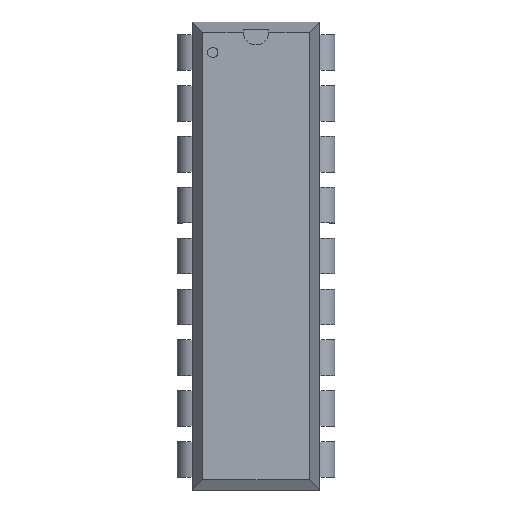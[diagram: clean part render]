
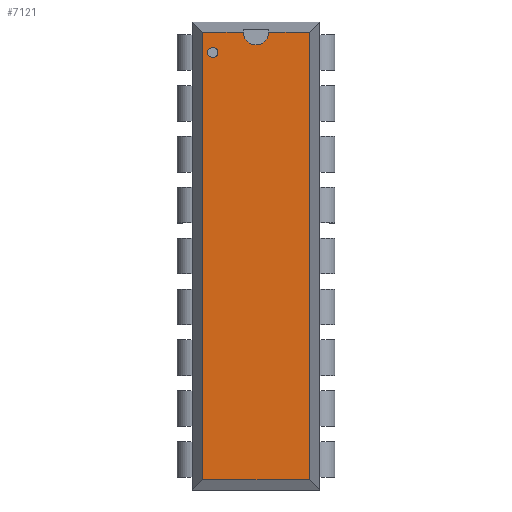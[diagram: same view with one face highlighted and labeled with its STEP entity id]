
A CAD part, top view. The second image highlights one B-rep face of the part: STEP entity #7121.
In plain terms, the highlighted planar face has unit normal (0, 0, 1).
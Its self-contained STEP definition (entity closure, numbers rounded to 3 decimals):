
#6691=CARTESIAN_POINT('',(-2.159,9.906,5.33));
#6692=VERTEX_POINT('',#6691);
#6701=CARTESIAN_POINT('',(-2.159,10.414,5.33));
#6702=VERTEX_POINT('',#6701);
#6703=CARTESIAN_POINT('',(-2.159,10.16,5.33));
#6704=DIRECTION('',(0.0,0.0,1.0));
#6705=DIRECTION('',(0.0,-1.0,0.0));
#6706=AXIS2_PLACEMENT_3D('',#6703,#6704,#6705);
#6707=CIRCLE('',#6706,0.254);
#6708=EDGE_CURVE('',#6702,#6692,#6707,.F.);
#6804=CARTESIAN_POINT('',(-0.635,11.177,5.33));
#6805=VERTEX_POINT('',#6804);
#6822=CARTESIAN_POINT('',(0.635,11.177,5.33));
#6823=VERTEX_POINT('',#6822);
#6830=CARTESIAN_POINT('',(2.667,11.177,5.33));
#6831=VERTEX_POINT('',#6830);
#6832=CARTESIAN_POINT('',(2.667,11.177,5.33));
#6833=DIRECTION('',(-1.0,0.0,0.0));
#6834=VECTOR('',#6833,2.032);
#6835=LINE('',#6832,#6834);
#6836=EDGE_CURVE('',#6823,#6831,#6835,.F.);
#6845=CARTESIAN_POINT('',(-2.667,11.177,5.33));
#6846=VERTEX_POINT('',#6845);
#6853=CARTESIAN_POINT('',(-0.635,11.177,5.33));
#6854=DIRECTION('',(-1.0,0.0,0.0));
#6855=VECTOR('',#6854,2.032);
#6856=LINE('',#6853,#6855);
#6857=EDGE_CURVE('',#6846,#6805,#6856,.F.);
#6867=CARTESIAN_POINT('',(0.,11.177,5.33));
#6868=DIRECTION('',(0.0,0.0,1.0));
#6869=DIRECTION('',(0.0,-1.0,0.0));
#6870=AXIS2_PLACEMENT_3D('',#6867,#6868,#6869);
#6871=CIRCLE('',#6870,0.635);
#6872=EDGE_CURVE('',#6823,#6805,#6871,.F.);
#6914=CARTESIAN_POINT('',(-2.159,10.16,5.33));
#6915=DIRECTION('',(0.0,0.0,1.0));
#6916=DIRECTION('',(0.0,-1.0,0.0));
#6917=AXIS2_PLACEMENT_3D('',#6914,#6915,#6916);
#6918=CIRCLE('',#6917,0.254);
#6919=EDGE_CURVE('',#6692,#6702,#6918,.F.);
#6929=CARTESIAN_POINT('',(-2.667,-11.177,5.33));
#6930=VERTEX_POINT('',#6929);
#6931=CARTESIAN_POINT('',(-2.667,-11.177,5.33));
#6932=DIRECTION('',(0.0,1.0,0.0));
#6933=VECTOR('',#6932,22.354);
#6934=LINE('',#6931,#6933);
#6935=EDGE_CURVE('',#6930,#6846,#6934,.T.);
#6969=CARTESIAN_POINT('',(2.667,-11.177,5.33));
#6970=VERTEX_POINT('',#6969);
#6971=CARTESIAN_POINT('',(2.667,-11.177,5.33));
#6972=DIRECTION('',(0.0,1.0,0.0));
#6973=VECTOR('',#6972,22.354);
#6974=LINE('',#6971,#6973);
#6975=EDGE_CURVE('',#6970,#6831,#6974,.T.);
#7099=CARTESIAN_POINT('',(2.667,-1.27,5.33));
#7100=DIRECTION('',(0.0,0.0,1.0));
#7101=DIRECTION('',(0.0,-1.0,0.0));
#7102=AXIS2_PLACEMENT_3D('',#7099,#7100,#7101);
#7103=PLANE('',#7102);
#7104=ORIENTED_EDGE('',*,*,#6872,.T.);
#7105=ORIENTED_EDGE('',*,*,#6857,.F.);
#7106=ORIENTED_EDGE('',*,*,#6935,.F.);
#7107=CARTESIAN_POINT('',(-2.667,-11.177,5.33));
#7108=DIRECTION('',(1.0,0.0,0.0));
#7109=VECTOR('',#7108,5.334);
#7110=LINE('',#7107,#7109);
#7111=EDGE_CURVE('',#6970,#6930,#7110,.F.);
#7112=ORIENTED_EDGE('',*,*,#7111,.F.);
#7113=ORIENTED_EDGE('',*,*,#6975,.T.);
#7114=ORIENTED_EDGE('',*,*,#6836,.F.);
#7115=EDGE_LOOP('',(#7104,#7105,#7106,#7112,#7113,#7114));
#7116=FACE_OUTER_BOUND('',#7115,.T.);
#7117=ORIENTED_EDGE('',*,*,#6708,.T.);
#7118=ORIENTED_EDGE('',*,*,#6919,.T.);
#7119=EDGE_LOOP('',(#7117,#7118));
#7120=FACE_BOUND('',#7119,.T.);
#7121=ADVANCED_FACE('',(#7116,#7120),#7103,.T.);
